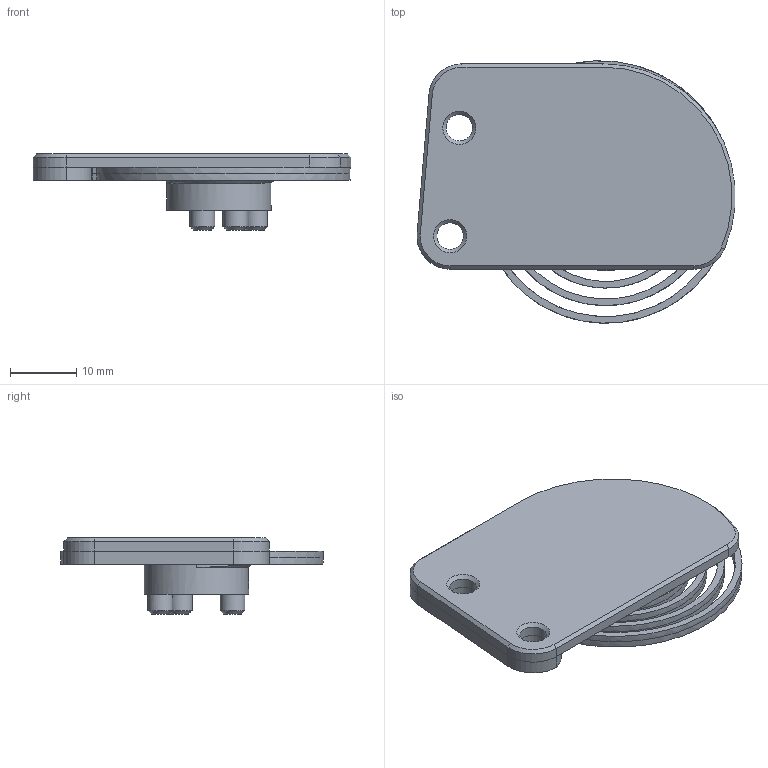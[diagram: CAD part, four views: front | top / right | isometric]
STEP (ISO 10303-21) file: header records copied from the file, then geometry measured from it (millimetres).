
FILE_DESCRIPTION(/* description */ (''),/* implementation_level */ '2;1');
FILE_NAME(/* name */ 'gripper coil spring.step',/* time_stamp */ '2025-03-31T20:03:17+02:00',/* author */ (''),/* organization */ (''),/* preprocessor_version */ 'ST-DEVELOPER v20.1',/* originating_system */ 'Autodesk Translation Framework v14.4.0.0',/* authorisation */ '');
FILE_SCHEMA (('AUTOMOTIVE_DESIGN { 1 0 10303 214 3 1 1 }'));
Length unit declared in the file: millimetre
Products named in the file (1): coil spring
Bounding box: 47.97 x 39.59 x 11.5 mm (x, y, z)
Volume: 5033.5 mm3; surface area: 6934.7 mm2
Topology: 2 solids, 2 shells, 50 faces, 122 edges, 76 vertices
Faces by surface type: cylinder 16, plane 16, cone 12, bspline 6
Full cylindrical faces by diameter (mm): 3.75 x3, 4 x4, 15.75 x1
Entity records: 3321 total; most frequent: CARTESIAN_POINT 2116, DIRECTION 243, ORIENTED_EDGE 240, EDGE_CURVE 120, AXIS2_PLACEMENT_3D 97, VERTEX_POINT 76, EDGE_LOOP 60, CIRCLE 52
